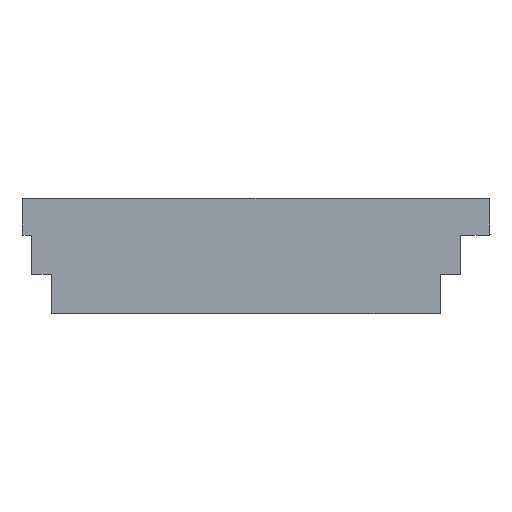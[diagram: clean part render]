
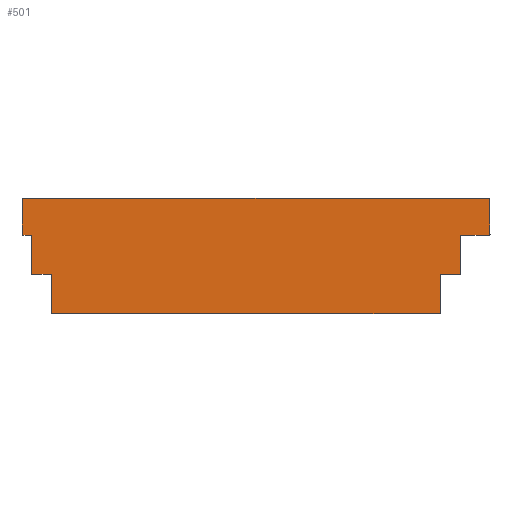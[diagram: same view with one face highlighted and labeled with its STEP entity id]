
A CAD part, top view. The second image highlights one B-rep face of the part: STEP entity #501.
In plain terms, the highlighted planar face has unit normal (0, 0, 1).
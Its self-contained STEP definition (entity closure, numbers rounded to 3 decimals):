
#27=PLANE('',#565);
#53=FACE_OUTER_BOUND('',#79,.T.);
#79=EDGE_LOOP('',(#417,#418,#419,#420,#421,#422,#423,#424,#425,#426,#427,
#428,#429,#430,#431,#432,#433,#434,#435,#436,#437,#438,#439,#440));
#84=LINE('',#731,#132);
#88=LINE('',#743,#136);
#92=LINE('',#755,#140);
#96=LINE('',#767,#144);
#100=LINE('',#779,#148);
#104=LINE('',#791,#152);
#108=LINE('',#803,#156);
#112=LINE('',#815,#160);
#116=LINE('',#827,#164);
#120=LINE('',#839,#168);
#124=LINE('',#851,#172);
#128=LINE('',#861,#176);
#132=VECTOR('',#580,10.);
#136=VECTOR('',#592,10.);
#140=VECTOR('',#604,10.);
#144=VECTOR('',#616,10.);
#148=VECTOR('',#628,10.);
#152=VECTOR('',#640,10.);
#156=VECTOR('',#652,10.);
#160=VECTOR('',#664,10.);
#164=VECTOR('',#676,10.);
#168=VECTOR('',#688,10.);
#172=VECTOR('',#700,10.);
#176=VECTOR('',#712,10.);
#178=CIRCLE('',#519,0.6);
#180=CIRCLE('',#523,0.4);
#182=CIRCLE('',#527,0.6);
#184=CIRCLE('',#531,0.4);
#186=CIRCLE('',#535,0.4);
#188=CIRCLE('',#539,0.6);
#190=CIRCLE('',#543,0.4);
#192=CIRCLE('',#547,0.6);
#194=CIRCLE('',#551,0.4);
#196=CIRCLE('',#555,0.4);
#198=CIRCLE('',#559,0.4);
#200=CIRCLE('',#563,0.4);
#203=VERTEX_POINT('',#722);
#204=VERTEX_POINT('',#724);
#206=VERTEX_POINT('',#730);
#208=VERTEX_POINT('',#736);
#210=VERTEX_POINT('',#742);
#212=VERTEX_POINT('',#748);
#214=VERTEX_POINT('',#754);
#216=VERTEX_POINT('',#760);
#218=VERTEX_POINT('',#766);
#220=VERTEX_POINT('',#772);
#222=VERTEX_POINT('',#778);
#224=VERTEX_POINT('',#784);
#226=VERTEX_POINT('',#790);
#228=VERTEX_POINT('',#796);
#230=VERTEX_POINT('',#802);
#232=VERTEX_POINT('',#808);
#234=VERTEX_POINT('',#814);
#236=VERTEX_POINT('',#820);
#238=VERTEX_POINT('',#826);
#240=VERTEX_POINT('',#832);
#242=VERTEX_POINT('',#838);
#244=VERTEX_POINT('',#844);
#246=VERTEX_POINT('',#850);
#248=VERTEX_POINT('',#856);
#251=EDGE_CURVE('',#204,#203,#178,.T.);
#254=EDGE_CURVE('',#206,#204,#84,.T.);
#257=EDGE_CURVE('',#208,#206,#180,.T.);
#260=EDGE_CURVE('',#210,#208,#88,.T.);
#263=EDGE_CURVE('',#212,#210,#182,.T.);
#266=EDGE_CURVE('',#214,#212,#92,.T.);
#269=EDGE_CURVE('',#216,#214,#184,.T.);
#272=EDGE_CURVE('',#218,#216,#96,.T.);
#275=EDGE_CURVE('',#220,#218,#186,.T.);
#278=EDGE_CURVE('',#222,#220,#100,.T.);
#281=EDGE_CURVE('',#224,#222,#188,.T.);
#284=EDGE_CURVE('',#226,#224,#104,.T.);
#287=EDGE_CURVE('',#228,#226,#190,.T.);
#290=EDGE_CURVE('',#230,#228,#108,.T.);
#293=EDGE_CURVE('',#232,#230,#192,.T.);
#296=EDGE_CURVE('',#234,#232,#112,.T.);
#299=EDGE_CURVE('',#236,#234,#194,.T.);
#302=EDGE_CURVE('',#238,#236,#116,.T.);
#305=EDGE_CURVE('',#240,#238,#196,.T.);
#308=EDGE_CURVE('',#242,#240,#120,.T.);
#311=EDGE_CURVE('',#244,#242,#198,.T.);
#314=EDGE_CURVE('',#246,#244,#124,.T.);
#317=EDGE_CURVE('',#248,#246,#200,.T.);
#320=EDGE_CURVE('',#203,#248,#128,.T.);
#417=ORIENTED_EDGE('',*,*,#320,.T.);
#418=ORIENTED_EDGE('',*,*,#317,.T.);
#419=ORIENTED_EDGE('',*,*,#314,.T.);
#420=ORIENTED_EDGE('',*,*,#311,.T.);
#421=ORIENTED_EDGE('',*,*,#308,.T.);
#422=ORIENTED_EDGE('',*,*,#305,.T.);
#423=ORIENTED_EDGE('',*,*,#302,.T.);
#424=ORIENTED_EDGE('',*,*,#299,.T.);
#425=ORIENTED_EDGE('',*,*,#296,.T.);
#426=ORIENTED_EDGE('',*,*,#293,.T.);
#427=ORIENTED_EDGE('',*,*,#290,.T.);
#428=ORIENTED_EDGE('',*,*,#287,.T.);
#429=ORIENTED_EDGE('',*,*,#284,.T.);
#430=ORIENTED_EDGE('',*,*,#281,.T.);
#431=ORIENTED_EDGE('',*,*,#278,.T.);
#432=ORIENTED_EDGE('',*,*,#275,.T.);
#433=ORIENTED_EDGE('',*,*,#272,.T.);
#434=ORIENTED_EDGE('',*,*,#269,.T.);
#435=ORIENTED_EDGE('',*,*,#266,.T.);
#436=ORIENTED_EDGE('',*,*,#263,.T.);
#437=ORIENTED_EDGE('',*,*,#260,.T.);
#438=ORIENTED_EDGE('',*,*,#257,.T.);
#439=ORIENTED_EDGE('',*,*,#254,.T.);
#440=ORIENTED_EDGE('',*,*,#251,.T.);
#501=ADVANCED_FACE('',(#53),#27,.T.);
#519=AXIS2_PLACEMENT_3D('',#725,#574,#575);
#523=AXIS2_PLACEMENT_3D('',#737,#586,#587);
#527=AXIS2_PLACEMENT_3D('',#749,#598,#599);
#531=AXIS2_PLACEMENT_3D('',#761,#610,#611);
#535=AXIS2_PLACEMENT_3D('',#773,#622,#623);
#539=AXIS2_PLACEMENT_3D('',#785,#634,#635);
#543=AXIS2_PLACEMENT_3D('',#797,#646,#647);
#547=AXIS2_PLACEMENT_3D('',#809,#658,#659);
#551=AXIS2_PLACEMENT_3D('',#821,#670,#671);
#555=AXIS2_PLACEMENT_3D('',#833,#682,#683);
#559=AXIS2_PLACEMENT_3D('',#845,#694,#695);
#563=AXIS2_PLACEMENT_3D('',#857,#706,#707);
#565=AXIS2_PLACEMENT_3D('',#862,#713,#714);
#574=DIRECTION('center_axis',(0.,0.,-1.));
#575=DIRECTION('ref_axis',(0.,1.,0.));
#580=DIRECTION('',(0.,1.,0.));
#586=DIRECTION('center_axis',(0.,0.,1.));
#587=DIRECTION('ref_axis',(0.,-1.,0.));
#592=DIRECTION('',(1.,0.,0.));
#598=DIRECTION('center_axis',(0.,0.,-1.));
#599=DIRECTION('ref_axis',(-0.961,0.277,0.));
#604=DIRECTION('',(0.,1.,0.));
#610=DIRECTION('center_axis',(0.,0.,1.));
#611=DIRECTION('ref_axis',(0.,-1.,0.));
#616=DIRECTION('',(1.,0.,0.));
#622=DIRECTION('center_axis',(0.,0.,1.));
#623=DIRECTION('ref_axis',(-1.,0.,0.));
#628=DIRECTION('',(0.,-1.,0.));
#634=DIRECTION('center_axis',(0.,0.,-1.));
#635=DIRECTION('ref_axis',(1.,0.,0.));
#640=DIRECTION('',(1.,0.,0.));
#646=DIRECTION('center_axis',(0.,0.,1.));
#647=DIRECTION('ref_axis',(-1.,0.,0.));
#652=DIRECTION('',(0.,-1.,0.));
#658=DIRECTION('center_axis',(0.,0.,-1.));
#659=DIRECTION('ref_axis',(1.,0.,0.));
#664=DIRECTION('',(1.,0.,0.));
#670=DIRECTION('center_axis',(0.,0.,1.));
#671=DIRECTION('ref_axis',(-1.,0.,0.));
#676=DIRECTION('',(0.,-1.,0.));
#682=DIRECTION('center_axis',(0.,0.,1.));
#683=DIRECTION('ref_axis',(0.,1.,0.));
#688=DIRECTION('',(-1.,0.,0.));
#694=DIRECTION('center_axis',(0.,0.,1.));
#695=DIRECTION('ref_axis',(1.,0.,0.));
#700=DIRECTION('',(0.,1.,0.));
#706=DIRECTION('center_axis',(0.,0.,1.));
#707=DIRECTION('ref_axis',(0.,-1.,0.));
#712=DIRECTION('',(1.,0.,0.));
#713=DIRECTION('center_axis',(0.,0.,1.));
#714=DIRECTION('ref_axis',(-1.,0.,0.));
#722=CARTESIAN_POINT('',(272.234,-94.596,-5.1));
#724=CARTESIAN_POINT('',(271.634,-95.196,-5.1));
#725=CARTESIAN_POINT('Origin',(272.234,-95.196,-5.1));
#730=CARTESIAN_POINT('',(271.634,-113.246,-5.1));
#731=CARTESIAN_POINT('',(271.634,-113.246,-5.1));
#736=CARTESIAN_POINT('',(271.234,-113.646,-5.1));
#737=CARTESIAN_POINT('Origin',(271.234,-113.246,-5.1));
#742=CARTESIAN_POINT('',(262.133,-113.646,-5.1));
#743=CARTESIAN_POINT('',(262.133,-113.646,-5.1));
#748=CARTESIAN_POINT('',(262.109,-113.812,-5.1));
#749=CARTESIAN_POINT('Origin',(262.709,-113.812,-5.1));
#754=CARTESIAN_POINT('',(262.109,-132.296,-5.1));
#755=CARTESIAN_POINT('',(262.109,-132.296,-5.1));
#760=CARTESIAN_POINT('',(261.709,-132.696,-5.1));
#761=CARTESIAN_POINT('Origin',(261.709,-132.296,-5.1));
#766=CARTESIAN_POINT('',(73.259,-132.696,-5.1));
#767=CARTESIAN_POINT('',(73.259,-132.696,-5.1));
#772=CARTESIAN_POINT('',(72.859,-132.296,-5.1));
#773=CARTESIAN_POINT('Origin',(73.259,-132.296,-5.1));
#778=CARTESIAN_POINT('',(72.859,-113.812,-5.1));
#779=CARTESIAN_POINT('',(72.859,-113.812,-5.1));
#784=CARTESIAN_POINT('',(72.836,-113.646,-5.1));
#785=CARTESIAN_POINT('Origin',(72.259,-113.812,-5.1));
#790=CARTESIAN_POINT('',(63.734,-113.646,-5.1));
#791=CARTESIAN_POINT('',(63.734,-113.646,-5.1));
#796=CARTESIAN_POINT('',(63.334,-113.246,-5.1));
#797=CARTESIAN_POINT('Origin',(63.734,-113.246,-5.1));
#802=CARTESIAN_POINT('',(63.334,-95.196,-5.1));
#803=CARTESIAN_POINT('',(63.334,-95.196,-5.1));
#808=CARTESIAN_POINT('',(62.734,-94.596,-5.1));
#809=CARTESIAN_POINT('Origin',(62.734,-95.196,-5.1));
#814=CARTESIAN_POINT('',(58.972,-94.596,-5.1));
#815=CARTESIAN_POINT('',(58.972,-94.596,-5.1));
#820=CARTESIAN_POINT('',(58.572,-94.196,-5.1));
#821=CARTESIAN_POINT('Origin',(58.972,-94.196,-5.1));
#826=CARTESIAN_POINT('',(58.572,-77.196,-5.1));
#827=CARTESIAN_POINT('',(58.572,-77.196,-5.1));
#832=CARTESIAN_POINT('',(58.972,-76.796,-5.1));
#833=CARTESIAN_POINT('Origin',(58.972,-77.196,-5.1));
#838=CARTESIAN_POINT('',(285.522,-76.796,-5.1));
#839=CARTESIAN_POINT('',(285.522,-76.796,-5.1));
#844=CARTESIAN_POINT('',(285.922,-77.196,-5.1));
#845=CARTESIAN_POINT('Origin',(285.522,-77.196,-5.1));
#850=CARTESIAN_POINT('',(285.922,-94.196,-5.1));
#851=CARTESIAN_POINT('',(285.922,-94.196,-5.1));
#856=CARTESIAN_POINT('',(285.522,-94.596,-5.1));
#857=CARTESIAN_POINT('Origin',(285.522,-94.196,-5.1));
#861=CARTESIAN_POINT('',(272.234,-94.596,-5.1));
#862=CARTESIAN_POINT('Origin',(172.247,-104.746,-5.1));
